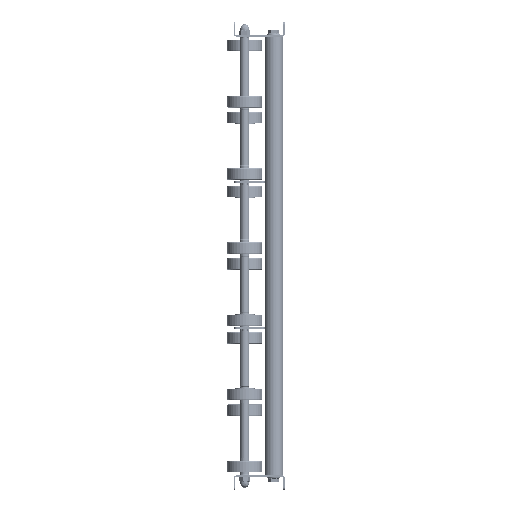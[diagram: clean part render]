
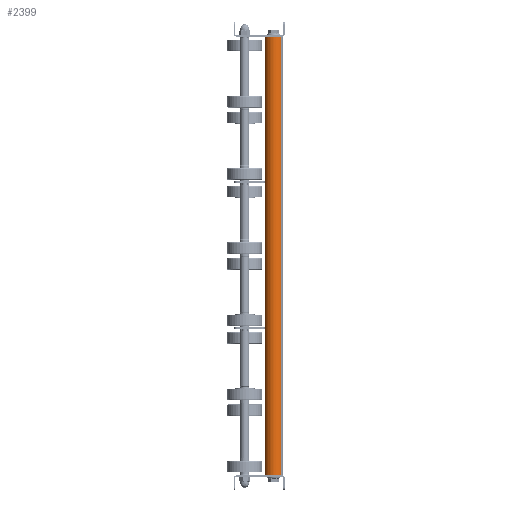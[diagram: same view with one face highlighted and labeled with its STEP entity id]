
A CAD part, left-side view. The second image highlights one B-rep face of the part: STEP entity #2399.
In plain terms, the highlighted cylindrical face has radius 12.5 mm (diameter 25 mm), a partial arc.
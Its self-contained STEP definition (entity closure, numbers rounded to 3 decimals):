
#2399 = ADVANCED_FACE ( 'NONE', ( #16942 ), #10376, .T. ) ;
#2653 = LINE ( 'NONE', #16646, #9088 ) ;
#5932 = CARTESIAN_POINT ( 'NONE',  ( 600., 0., 0. ) ) ;
#7617 = CIRCLE ( 'NONE', #8085, 12.5 ) ;
#8085 = AXIS2_PLACEMENT_3D ( 'NONE', #14747, #14462, #25869 ) ;
#8116 = EDGE_CURVE ( 'NONE', #17333, #26243, #28953, .T. ) ;
#8577 = AXIS2_PLACEMENT_3D ( 'NONE', #5932, #19438, #28497 ) ;
#9088 = VECTOR ( 'NONE', #12029, 1000. ) ;
#10363 = ORIENTED_EDGE ( 'NONE', *, *, #24640, .T. ) ;
#10376 = CYLINDRICAL_SURFACE ( 'NONE', #8577, 12.5 ) ;
#10711 = DIRECTION ( 'NONE',  ( 0., 0., -1. ) ) ;
#11414 = VERTEX_POINT ( 'NONE', #19160 ) ;
#12029 = DIRECTION ( 'NONE',  ( -1., 0., 0. ) ) ;
#13091 = DIRECTION ( 'NONE',  ( 1., 0., 0. ) ) ;
#13364 = DIRECTION ( 'NONE',  ( -1., 0., 0. ) ) ;
#13494 = ORIENTED_EDGE ( 'NONE', *, *, #28265, .F. ) ;
#14018 = CARTESIAN_POINT ( 'NONE',  ( 599., 0., 12.5 ) ) ;
#14462 = DIRECTION ( 'NONE',  ( -1., 0., 0. ) ) ;
#14747 = CARTESIAN_POINT ( 'NONE',  ( 599., 0., 0. ) ) ;
#15269 = EDGE_LOOP ( 'NONE', ( #13494, #10363, #18248, #16094 ) ) ;
#15975 = VERTEX_POINT ( 'NONE', #16294 ) ;
#16094 = ORIENTED_EDGE ( 'NONE', *, *, #26463, .T. ) ;
#16275 = AXIS2_PLACEMENT_3D ( 'NONE', #24782, #13091, #10711 ) ;
#16294 = CARTESIAN_POINT ( 'NONE',  ( 599., 0., -12.5 ) ) ;
#16646 = CARTESIAN_POINT ( 'NONE',  ( 600., 0., -12.5 ) ) ;
#16810 = VECTOR ( 'NONE', #13364, 1000. ) ;
#16942 = FACE_OUTER_BOUND ( 'NONE', #15269, .T. ) ;
#17333 = VERTEX_POINT ( 'NONE', #14018 ) ;
#18248 = ORIENTED_EDGE ( 'NONE', *, *, #8116, .T. ) ;
#19122 = CIRCLE ( 'NONE', #16275, 12.5 ) ;
#19160 = CARTESIAN_POINT ( 'NONE',  ( 1., 0., -12.5 ) ) ;
#19438 = DIRECTION ( 'NONE',  ( -1., 0., 0. ) ) ;
#20030 = CARTESIAN_POINT ( 'NONE',  ( 600., 0., 12.5 ) ) ;
#24640 = EDGE_CURVE ( 'NONE', #15975, #17333, #7617, .T. ) ;
#24782 = CARTESIAN_POINT ( 'NONE',  ( 1., 0., 0. ) ) ;
#25869 = DIRECTION ( 'NONE',  ( 0., 0., -1. ) ) ;
#26243 = VERTEX_POINT ( 'NONE', #29195 ) ;
#26463 = EDGE_CURVE ( 'NONE', #26243, #11414, #19122, .T. ) ;
#28265 = EDGE_CURVE ( 'NONE', #15975, #11414, #2653, .T. ) ;
#28497 = DIRECTION ( 'NONE',  ( 0., 0., 1. ) ) ;
#28953 = LINE ( 'NONE', #20030, #16810 ) ;
#29195 = CARTESIAN_POINT ( 'NONE',  ( 1., 0., 12.5 ) ) ;
